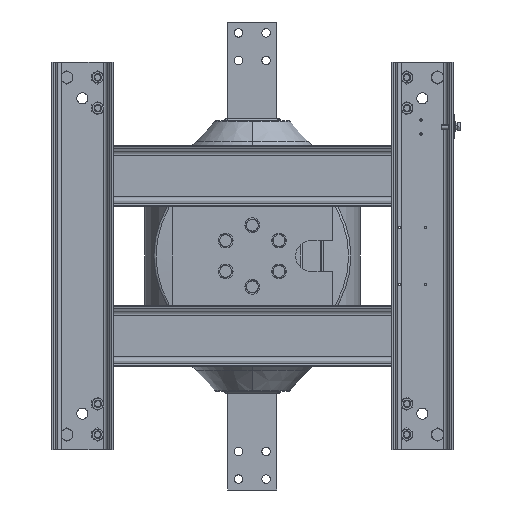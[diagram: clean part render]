
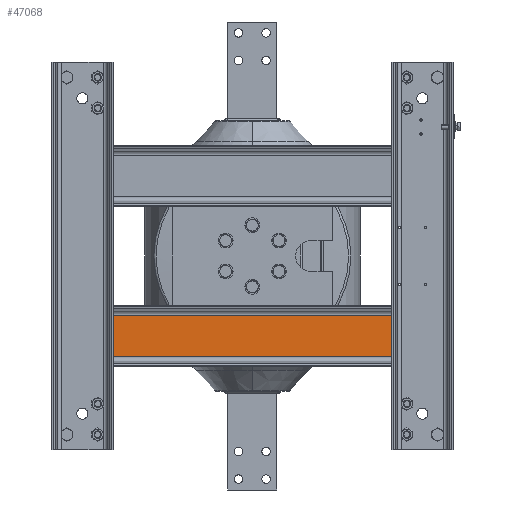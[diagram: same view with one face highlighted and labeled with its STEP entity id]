
A CAD part, front view. The second image highlights one B-rep face of the part: STEP entity #47068.
In plain terms, the highlighted planar face has unit normal (0, -1, 0).
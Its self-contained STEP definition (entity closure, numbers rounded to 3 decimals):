
#3078 = EDGE_CURVE ( 'NONE', #68419, #70407, #62758, .T. ) ;
#3098 = EDGE_CURVE ( 'NONE', #68423, #70408, #62726, .T. ) ;
#3123 = EDGE_CURVE ( 'NONE', #68423, #68419, #62833, .T. ) ;
#3183 = EDGE_CURVE ( 'NONE', #70408, #70407, #61055, .T. ) ;
#11821 = ORIENTED_EDGE ( 'NONE', *, *, #3123, .F. ) ;
#11823 = ORIENTED_EDGE ( 'NONE', *, *, #3078, .F. ) ;
#11828 = ORIENTED_EDGE ( 'NONE', *, *, #3098, .T. ) ;
#11833 = ORIENTED_EDGE ( 'NONE', *, *, #3183, .T. ) ;
#23424 = FACE_OUTER_BOUND ( 'NONE', #58930, .T. ) ;
#27597 = AXIS2_PLACEMENT_3D ( 'NONE', #66307, #66289, #66264 ) ;
#47068 = ADVANCED_FACE ( 'NONE', ( #23424 ), #66303, .F. ) ;
#50921 = CARTESIAN_POINT ( 'NONE',  ( 226., -14.5, -163.99 ) ) ;
#50922 = DIRECTION ( 'NONE',  ( -1., 0., 0. ) ) ;
#50991 = CARTESIAN_POINT ( 'NONE',  ( 226., -14.5, -96.01 ) ) ;
#51000 = DIRECTION ( 'NONE',  ( -1., 0., 0. ) ) ;
#51068 = DIRECTION ( 'NONE',  ( 0., 0., -1. ) ) ;
#51077 = CARTESIAN_POINT ( 'NONE',  ( 226., -14.5, -96.01 ) ) ;
#51229 = CARTESIAN_POINT ( 'NONE',  ( -226., -14.5, -96.01 ) ) ;
#51239 = DIRECTION ( 'NONE',  ( 0., 0., -1. ) ) ;
#58930 = EDGE_LOOP ( 'NONE', ( #11833, #11823, #11821, #11828 ) ) ;
#61047 = VECTOR ( 'NONE', #51239, 1000. ) ;
#61055 = LINE ( 'NONE', #51229, #61047 ) ;
#62706 = VECTOR ( 'NONE', #50922, 1000. ) ;
#62726 = LINE ( 'NONE', #50991, #62750 ) ;
#62750 = VECTOR ( 'NONE', #51000, 1000. ) ;
#62758 = LINE ( 'NONE', #50921, #62706 ) ;
#62805 = VECTOR ( 'NONE', #51068, 1000. ) ;
#62833 = LINE ( 'NONE', #51077, #62805 ) ;
#66264 = DIRECTION ( 'NONE',  ( 1., 0., 0. ) ) ;
#66289 = DIRECTION ( 'NONE',  ( 0., 1., 0. ) ) ;
#66303 = PLANE ( 'NONE',  #27597 ) ;
#66307 = CARTESIAN_POINT ( 'NONE',  ( 226., -14.5, -96.01 ) ) ;
#66402 = CARTESIAN_POINT ( 'NONE',  ( 226., -14.5, -96.01 ) ) ;
#66432 = CARTESIAN_POINT ( 'NONE',  ( 226., -14.5, -163.99 ) ) ;
#66448 = CARTESIAN_POINT ( 'NONE',  ( -226., -14.5, -163.99 ) ) ;
#66542 = CARTESIAN_POINT ( 'NONE',  ( -226., -14.5, -96.01 ) ) ;
#68419 = VERTEX_POINT ( 'NONE', #66432 ) ;
#68423 = VERTEX_POINT ( 'NONE', #66402 ) ;
#70407 = VERTEX_POINT ( 'NONE', #66448 ) ;
#70408 = VERTEX_POINT ( 'NONE', #66542 ) ;
